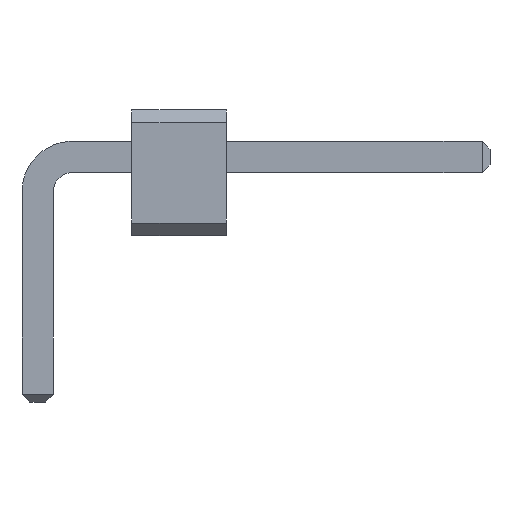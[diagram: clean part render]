
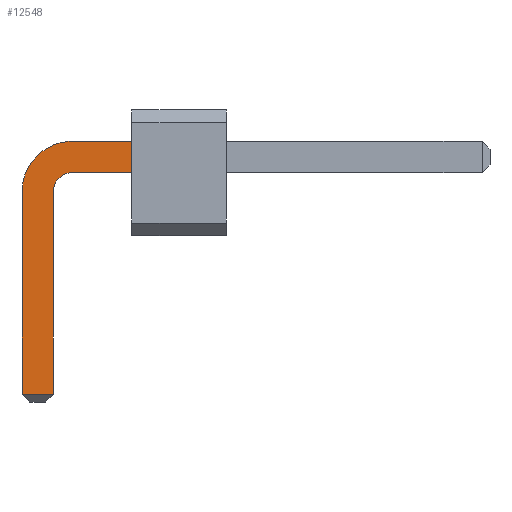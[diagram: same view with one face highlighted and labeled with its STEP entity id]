
A CAD part, front view. The second image highlights one B-rep face of the part: STEP entity #12548.
In plain terms, the highlighted planar face has unit normal (0, -1, 0).
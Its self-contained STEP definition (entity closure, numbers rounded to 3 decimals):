
#4326 = VERTEX_POINT('',#4327);
#4327 = CARTESIAN_POINT('',(1.5,-58.25,1.25));
#4335 = EDGE_CURVE('',#4326,#4336,#4338,.T.);
#4336 = VERTEX_POINT('',#4337);
#4337 = CARTESIAN_POINT('',(1.5,-58.25,0.75));
#4338 = LINE('',#4339,#4340);
#4339 = CARTESIAN_POINT('',(1.5,-58.25,0.499));
#4340 = VECTOR('',#4341,1.);
#4341 = DIRECTION('',(0.,0.,-1.));
#12448 = VERTEX_POINT('',#12449);
#12449 = CARTESIAN_POINT('',(0.5,-58.25,1.25));
#12455 = EDGE_CURVE('',#12448,#4326,#12456,.T.);
#12456 = LINE('',#12457,#12458);
#12457 = CARTESIAN_POINT('',(0.5,-58.25,1.25));
#12458 = VECTOR('',#12459,1.);
#12459 = DIRECTION('',(1.,0.,0.));
#12530 = EDGE_CURVE('',#4336,#12531,#12533,.T.);
#12531 = VERTEX_POINT('',#12532);
#12532 = CARTESIAN_POINT('',(0.5,-58.25,0.75));
#12533 = LINE('',#12534,#12535);
#12534 = CARTESIAN_POINT('',(7.2,-58.25,0.75));
#12535 = VECTOR('',#12536,1.);
#12536 = DIRECTION('',(-1.,0.,0.));
#12548 = ADVANCED_FACE('',(#12549),#12594,.F.);
#12549 = FACE_BOUND('',#12550,.F.);
#12550 = EDGE_LOOP('',(#12551,#12552,#12553,#12562,#12570,#12578,#12586,
#12593));
#12551 = ORIENTED_EDGE('',*,*,#4335,.T.);
#12552 = ORIENTED_EDGE('',*,*,#12530,.T.);
#12553 = ORIENTED_EDGE('',*,*,#12554,.T.);
#12554 = EDGE_CURVE('',#12531,#12555,#12557,.T.);
#12555 = VERTEX_POINT('',#12556);
#12556 = CARTESIAN_POINT('',(0.25,-58.25,0.5));
#12557 = CIRCLE('',#12558,0.324);
#12558 = AXIS2_PLACEMENT_3D('',#12559,#12560,#12561);
#12559 = CARTESIAN_POINT('',(0.567,-58.25,0.433));
#12560 = DIRECTION('',(0.,-1.,0.));
#12561 = DIRECTION('',(-0.207,0.,0.978
));
#12562 = ORIENTED_EDGE('',*,*,#12563,.T.);
#12563 = EDGE_CURVE('',#12555,#12564,#12566,.T.);
#12564 = VERTEX_POINT('',#12565);
#12565 = CARTESIAN_POINT('',(0.25,-58.25,-2.775));
#12566 = LINE('',#12567,#12568);
#12567 = CARTESIAN_POINT('',(0.25,-58.25,0.5));
#12568 = VECTOR('',#12569,1.);
#12569 = DIRECTION('',(0.,0.,-1.));
#12570 = ORIENTED_EDGE('',*,*,#12571,.T.);
#12571 = EDGE_CURVE('',#12564,#12572,#12574,.T.);
#12572 = VERTEX_POINT('',#12573);
#12573 = CARTESIAN_POINT('',(-0.25,-58.25,-2.775));
#12574 = LINE('',#12575,#12576);
#12575 = CARTESIAN_POINT('',(0.25,-58.25,-2.775));
#12576 = VECTOR('',#12577,1.);
#12577 = DIRECTION('',(-1.,0.,0.));
#12578 = ORIENTED_EDGE('',*,*,#12579,.T.);
#12579 = EDGE_CURVE('',#12572,#12580,#12582,.T.);
#12580 = VERTEX_POINT('',#12581);
#12581 = CARTESIAN_POINT('',(-0.25,-58.25,0.5));
#12582 = LINE('',#12583,#12584);
#12583 = CARTESIAN_POINT('',(-0.25,-58.25,-2.9));
#12584 = VECTOR('',#12585,1.);
#12585 = DIRECTION('',(0.,0.,1.));
#12586 = ORIENTED_EDGE('',*,*,#12587,.T.);
#12587 = EDGE_CURVE('',#12580,#12448,#12588,.T.);
#12588 = CIRCLE('',#12589,0.808);
#12589 = AXIS2_PLACEMENT_3D('',#12590,#12591,#12592);
#12590 = CARTESIAN_POINT('',(0.556,-58.25,0.444));
#12591 = DIRECTION('',(0.,1.,0.));
#12592 = DIRECTION('',(-0.998,0.,
0.069));
#12593 = ORIENTED_EDGE('',*,*,#12455,.T.);
#12594 = PLANE('',#12595);
#12595 = AXIS2_PLACEMENT_3D('',#12596,#12597,#12598);
#12596 = CARTESIAN_POINT('',(2.437,-58.25,0.248));
#12597 = DIRECTION('',(0.,1.,-0.));
#12598 = DIRECTION('',(0.,0.,-1.));
